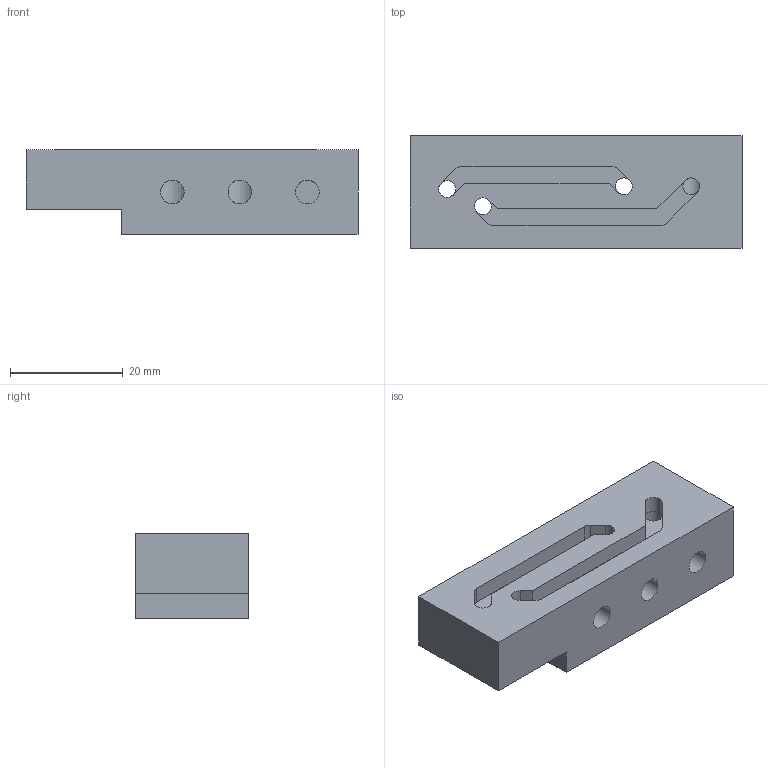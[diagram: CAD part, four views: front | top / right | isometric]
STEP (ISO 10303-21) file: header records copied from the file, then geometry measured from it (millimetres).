
FILE_DESCRIPTION(('FreeCAD Model'),'2;1');
FILE_NAME('sensor-block.stp', '2020-12-05T09:31:47',('Author'),(''), 'Open CASCADE STEP processor 7.3','FreeCAD','Unknown');
FILE_SCHEMA(('AUTOMOTIVE_DESIGN { 1 0 10303 214 1 1 1 1 }'));
Length unit declared in the file: millimetre
Products named in the file (1): SensorBlock
Bounding box: 59 x 20 x 15 mm (x, y, z)
Volume: 13704.3 mm3; surface area: 6659.2 mm2
Topology: 1 solids, 1 shells, 78 faces, 178 edges, 115 vertices
Faces by surface type: plane 43, cylinder 35
Full cylindrical faces by diameter (mm): 2.5 x8, 3 x4, 4.2 x3, 5.95 x2, 6.4 x2, 9.52 x2
Entity records: 2641 total; most frequent: CARTESIAN_POINT 768, DIRECTION 404, ORIENTED_EDGE 356, EDGE_CURVE 178, AXIS2_PLACEMENT_3D 151, VERTEX_POINT 115, FACE_BOUND 104, EDGE_LOOP 104
